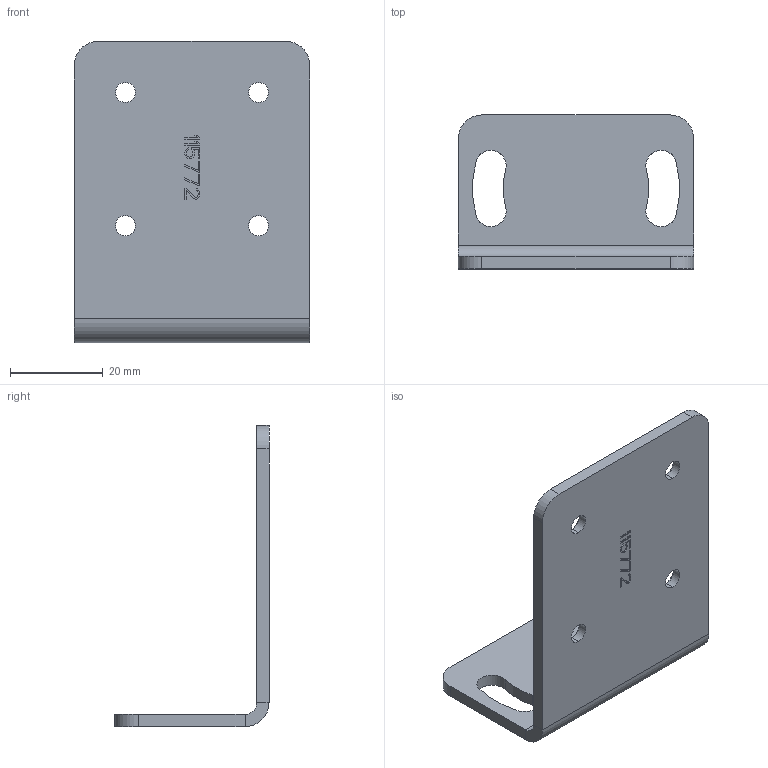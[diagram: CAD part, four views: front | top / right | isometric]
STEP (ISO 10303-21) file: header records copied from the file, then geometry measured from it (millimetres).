
FILE_DESCRIPTION((''),'2;1');
FILE_NAME('155393_SW','2011-05-05T',('banengservice'),('BANNER ENGINEERING'),'PRO/ENGINEER BY PARAMETRIC TECHNOLOGY CORPORATION, 2009141','PRO/ENGINEER BY PARAMETRIC TECHNOLOGY CORPORATION, 2009141','');
FILE_SCHEMA(('CONFIG_CONTROL_DESIGN'));
Length unit declared in the file: inch
Products named in the file (1): 155393_SW
Bounding box: 50.8 x 33.27 x 65.02 mm (x, y, z)
Volume: 11826.5 mm3; surface area: 10123.9 mm2
Topology: 1 solids, 1 shells, 148 faces, 400 edges, 264 vertices
Faces by surface type: plane 118, cylinder 30
Entity records: 4664 total; most frequent: CARTESIAN_POINT 812, ORIENTED_EDGE 800, DIRECTION 756, EDGE_CURVE 400, VECTOR 340, LINE 340, VERTEX_POINT 264, AXIS2_PLACEMENT_3D 208
